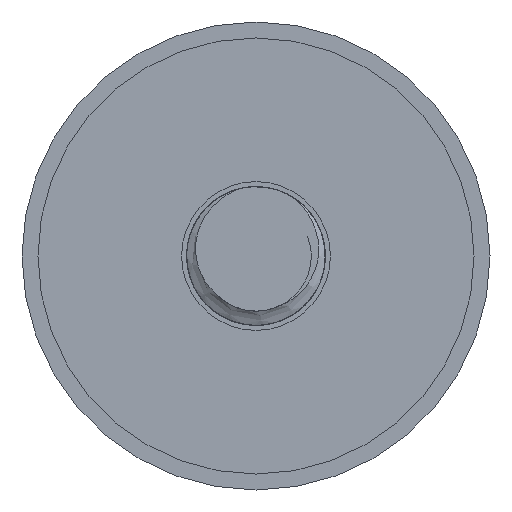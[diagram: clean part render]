
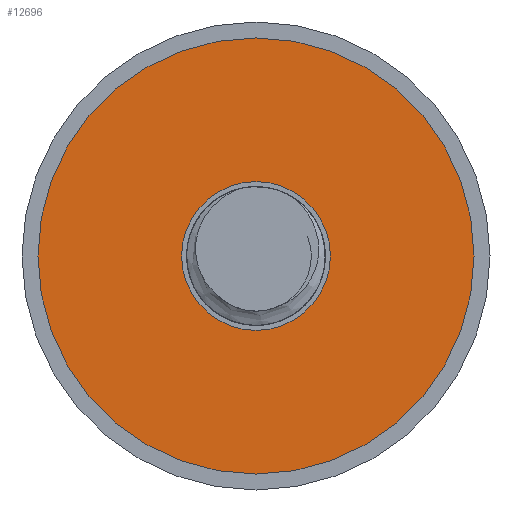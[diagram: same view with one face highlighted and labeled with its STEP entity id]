
A CAD part, front view. The second image highlights one B-rep face of the part: STEP entity #12696.
In plain terms, the highlighted planar face has unit normal (0, -1, 0).
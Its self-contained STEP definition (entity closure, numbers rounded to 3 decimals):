
#12622 = EDGE_CURVE('',#12623,#12625,#12627,.T.);
#12623 = VERTEX_POINT('',#12624);
#12624 = CARTESIAN_POINT('',(6.15,-5.5,0.));
#12625 = VERTEX_POINT('',#12626);
#12626 = CARTESIAN_POINT('',(-6.15,-5.5,0.));
#12627 = CIRCLE('',#12628,6.15);
#12628 = AXIS2_PLACEMENT_3D('',#12629,#12630,#12631);
#12629 = CARTESIAN_POINT('',(0.,-5.5,0.));
#12630 = DIRECTION('',(0.,-1.,0.));
#12631 = DIRECTION('',(1.,0.,0.));
#12633 = EDGE_CURVE('',#12625,#12623,#12634,.T.);
#12634 = CIRCLE('',#12635,6.15);
#12635 = AXIS2_PLACEMENT_3D('',#12636,#12637,#12638);
#12636 = CARTESIAN_POINT('',(0.,-5.5,0.));
#12637 = DIRECTION('',(0.,-1.,0.));
#12638 = DIRECTION('',(1.,0.,0.));
#12696 = ADVANCED_FACE('',(#12697,#12701),#12712,.T.);
#12697 = FACE_BOUND('',#12698,.T.);
#12698 = EDGE_LOOP('',(#12699,#12700));
#12699 = ORIENTED_EDGE('',*,*,#12622,.T.);
#12700 = ORIENTED_EDGE('',*,*,#12633,.T.);
#12701 = FACE_BOUND('',#12702,.T.);
#12702 = EDGE_LOOP('',(#12703));
#12703 = ORIENTED_EDGE('',*,*,#12704,.T.);
#12704 = EDGE_CURVE('',#12705,#12705,#12707,.T.);
#12705 = VERTEX_POINT('',#12706);
#12706 = CARTESIAN_POINT('',(-2.1,-5.5,0.));
#12707 = CIRCLE('',#12708,2.1);
#12708 = AXIS2_PLACEMENT_3D('',#12709,#12710,#12711);
#12709 = CARTESIAN_POINT('',(0.,-5.5,0.));
#12710 = DIRECTION('',(-0.,1.,0.));
#12711 = DIRECTION('',(1.,0.,0.));
#12712 = PLANE('',#12713);
#12713 = AXIS2_PLACEMENT_3D('',#12714,#12715,#12716);
#12714 = CARTESIAN_POINT('',(0.,-5.5,0.));
#12715 = DIRECTION('',(0.,-1.,0.));
#12716 = DIRECTION('',(1.,0.,0.));
